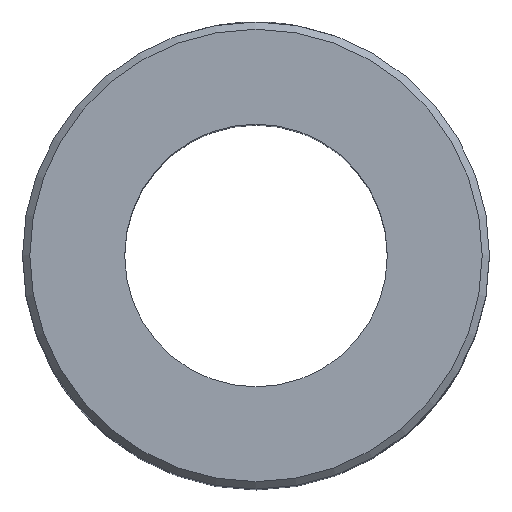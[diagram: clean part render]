
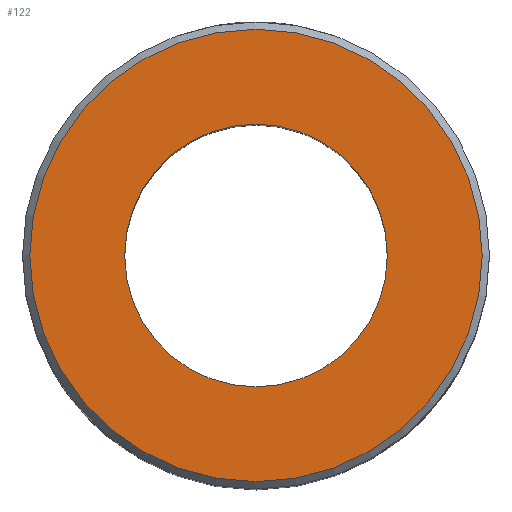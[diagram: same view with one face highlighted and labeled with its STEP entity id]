
A CAD part, top view. The second image highlights one B-rep face of the part: STEP entity #122.
In plain terms, the highlighted planar face has unit normal (0, 0, 1).
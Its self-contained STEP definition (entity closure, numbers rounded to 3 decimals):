
#77=EDGE_CURVE('240[2]',#222,#222,#223,.T.);
#122=ADVANCED_FACE('240[2]',(#292,#293),#294,.T.);
#156=EDGE_CURVE('240[2]',#344,#344,#345,.T.);
#222=VERTEX_POINT('',#432);
#223=CIRCLE('',#433,18.0);
#292=FACE_OUTER_BOUND('',#845,.T.);
#293=FACE_BOUND('',#846,.T.);
#294=PLANE('',#847);
#344=VERTEX_POINT('',#1172);
#345=CIRCLE('',#1173,31.);
#432=CARTESIAN_POINT('',(-18.0,0.,0.));
#433=AXIS2_PLACEMENT_3D('',#1726,#1727,#1728);
#845=EDGE_LOOP('',(#1789));
#846=EDGE_LOOP('',(#1790));
#847=AXIS2_PLACEMENT_3D('',#1791,#1792,#1793);
#1172=CARTESIAN_POINT('',(-31.,0.,0.));
#1173=AXIS2_PLACEMENT_3D('',#1835,#1836,#1837);
#1726=CARTESIAN_POINT('',(0.0,0.0,0.0));
#1727=DIRECTION('',(0.,0.,-1.0));
#1728=DIRECTION('',(-1.0,0.,0.));
#1789=ORIENTED_EDGE('',*,*,#156,.F.);
#1790=ORIENTED_EDGE('',*,*,#77,.T.);
#1791=CARTESIAN_POINT('',(-24.5,0.,0.));
#1792=DIRECTION('',(0.,0.,1.0));
#1793=DIRECTION('',(1.0,0.,0.));
#1835=CARTESIAN_POINT('',(0.0,0.0,0.0));
#1836=DIRECTION('',(0.,0.,-1.0));
#1837=DIRECTION('',(-1.0,0.,0.));
